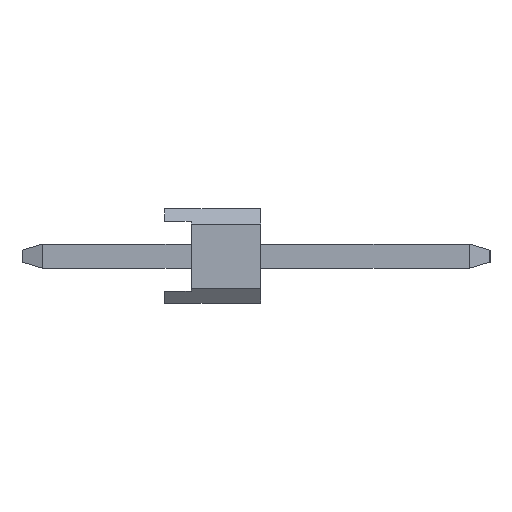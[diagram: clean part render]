
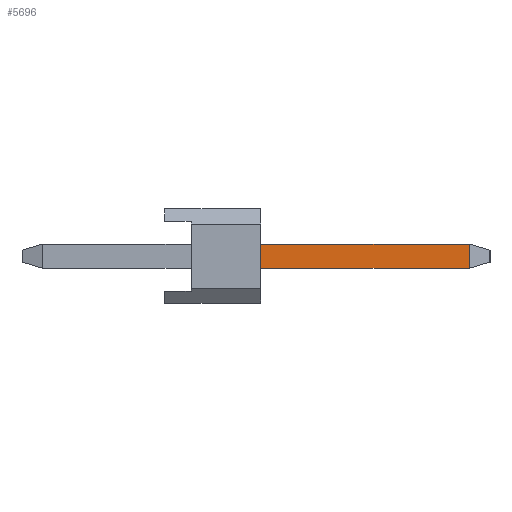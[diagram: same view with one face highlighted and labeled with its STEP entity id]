
A CAD part, left-side view. The second image highlights one B-rep face of the part: STEP entity #5696.
In plain terms, the highlighted planar face has unit normal (-1, 0, 0).
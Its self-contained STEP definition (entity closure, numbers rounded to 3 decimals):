
#4554=VERTEX_POINT('',#12905);
#4728=VERTEX_POINT('',#13098);
#5408=EDGE_CURVE('',#9434,#8266,#13844,.T.);
#5678=EDGE_CURVE('',#4728,#9434,#14135,.T.);
#5696=ADVANCED_FACE('',(#14153),#14154,.T.);
#7586=EDGE_CURVE('',#4554,#4728,#16257,.T.);
#8156=EDGE_CURVE('',#8266,#4554,#16882,.T.);
#8266=VERTEX_POINT('',#17005);
#9434=VERTEX_POINT('',#18293);
#12905=CARTESIAN_POINT('',(-33.34,-8.074,-0.32));
#13098=CARTESIAN_POINT('',(-33.34,-2.54,-0.32));
#13844=LINE('',#23586,#23587);
#14135=LINE('',#24015,#24016);
#14153=FACE_OUTER_BOUND('',#24044,.T.);
#14154=PLANE('',#24045);
#16257=LINE('',#27115,#27116);
#16882=LINE('',#28022,#28023);
#17005=CARTESIAN_POINT('',(-33.34,-8.074,0.32));
#18293=CARTESIAN_POINT('',(-33.34,-2.54,0.32));
#23586=CARTESIAN_POINT('',(-33.34,-2.42,0.32));
#23587=VECTOR('',#36205,1.0);
#24015=CARTESIAN_POINT('',(-33.34,-2.54,0.252));
#24016=VECTOR('',#36450,1.0);
#24044=EDGE_LOOP('',(#36457,#36458,#36459,#36460));
#24045=AXIS2_PLACEMENT_3D('',#36461,#36462,#36463);
#27115=CARTESIAN_POINT('',(-33.34,3.234,-0.32));
#27116=VECTOR('',#38815,1.0);
#28022=CARTESIAN_POINT('',(-33.34,-8.074,0.5));
#28023=VECTOR('',#39400,1.0);
#36205=DIRECTION('',(0.,-1.0,0.));
#36450=DIRECTION('',(0.,0.,1.0));
#36457=ORIENTED_EDGE('',*,*,#5678,.F.);
#36458=ORIENTED_EDGE('',*,*,#7586,.F.);
#36459=ORIENTED_EDGE('',*,*,#8156,.F.);
#36460=ORIENTED_EDGE('',*,*,#5408,.F.);
#36461=CARTESIAN_POINT('',(-33.34,3.234,0.5));
#36462=DIRECTION('',(-1.0,0.,0.));
#36463=DIRECTION('',(0.,1.0,0.));
#38815=DIRECTION('',(0.,1.0,0.));
#39400=DIRECTION('',(0.0,0.,-1.0));
